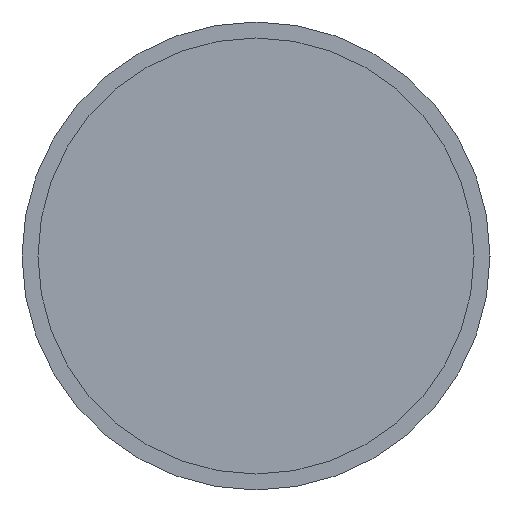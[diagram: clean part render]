
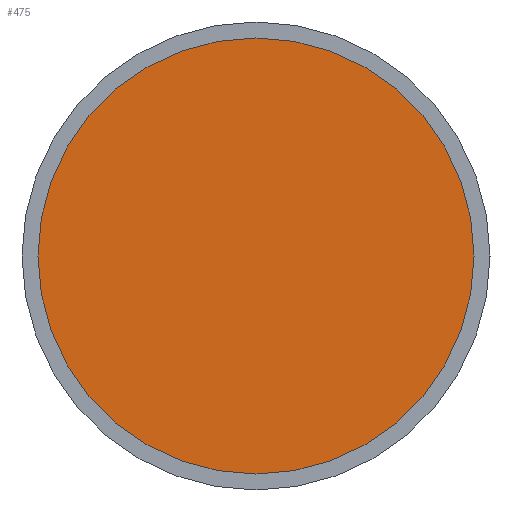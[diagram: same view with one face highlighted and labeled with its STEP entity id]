
A CAD part, left-side view. The second image highlights one B-rep face of the part: STEP entity #475.
In plain terms, the highlighted planar face has unit normal (-1, 0, 0).
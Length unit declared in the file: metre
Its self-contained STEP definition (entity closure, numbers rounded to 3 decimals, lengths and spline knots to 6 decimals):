
#33=PLANE('',#573);
#79=ORIENTED_EDGE('',*,*,#159,.T.);
#159=EDGE_CURVE('',#201,#201,#243,.T.);
#201=VERTEX_POINT('',#891);
#243=CIRCLE('',#572,0.009525);
#289=EDGE_LOOP('',(#79));
#373=FACE_BOUND('',#289,.T.);
#475=ADVANCED_FACE('',(#373),#33,.T.);
#572=AXIS2_PLACEMENT_3D('',#890,#685,#686);
#573=AXIS2_PLACEMENT_3D('',#892,#687,#688);
#685=DIRECTION('',(-1.,0.,0.));
#686=DIRECTION('',(0.,0.,1.));
#687=DIRECTION('',(-1.,0.,0.));
#688=DIRECTION('',(0.,-1.,0.));
#890=CARTESIAN_POINT('',(-0.26223,0.,0.73661));
#891=CARTESIAN_POINT('',(-0.26223,0.,0.746135));
#892=CARTESIAN_POINT('',(-0.26223,0.,0.73661));
